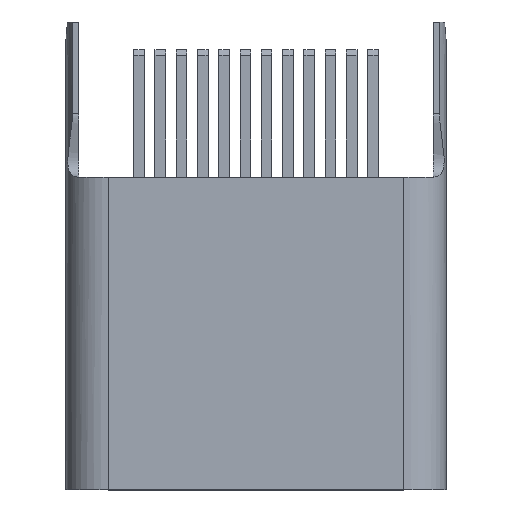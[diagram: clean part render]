
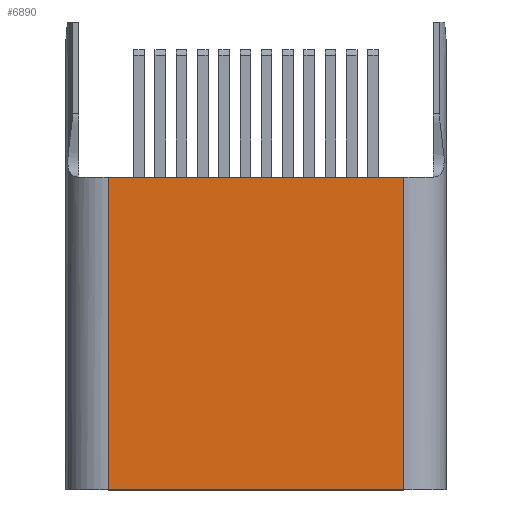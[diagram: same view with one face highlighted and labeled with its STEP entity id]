
A CAD part, top view. The second image highlights one B-rep face of the part: STEP entity #6890.
In plain terms, the highlighted planar face has unit normal (0, 0, 1).
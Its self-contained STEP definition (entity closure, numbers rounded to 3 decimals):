
#18 = LINE ( 'NONE', #6852, #380 ) ;
#352 = EDGE_CURVE ( 'NONE', #6321, #7027, #18, .T. ) ;
#380 = VECTOR ( 'NONE', #2343, 1000. ) ;
#610 = ORIENTED_EDGE ( 'NONE', *, *, #4775, .T. ) ;
#680 = VECTOR ( 'NONE', #4049, 1000. ) ;
#748 = DIRECTION ( 'NONE',  ( 1., 0., 0. ) ) ;
#896 = CARTESIAN_POINT ( 'NONE',  ( -3.47, -11., 1.58 ) ) ;
#1214 = ORIENTED_EDGE ( 'NONE', *, *, #352, .T. ) ;
#2035 = AXIS2_PLACEMENT_3D ( 'NONE', #5262, #5750, #748 ) ;
#2343 = DIRECTION ( 'NONE',  ( 0., -1., 0. ) ) ;
#2632 = EDGE_CURVE ( 'NONE', #7027, #3556, #3737, .T. ) ;
#2884 = PLANE ( 'NONE',  #2035 ) ;
#2919 = EDGE_LOOP ( 'NONE', ( #5852, #610, #6245, #1214 ) ) ;
#3220 = DIRECTION ( 'NONE',  ( 1., 0., 0. ) ) ;
#3341 = CARTESIAN_POINT ( 'NONE',  ( 3.47, -11., 1.58 ) ) ;
#3556 = VERTEX_POINT ( 'NONE', #6359 ) ;
#3728 = CARTESIAN_POINT ( 'NONE',  ( -3.47, -3.65, 1.58 ) ) ;
#3737 = LINE ( 'NONE', #7205, #4481 ) ;
#4049 = DIRECTION ( 'NONE',  ( 0., 1., 0. ) ) ;
#4295 = LINE ( 'NONE', #3728, #6174 ) ;
#4418 = VERTEX_POINT ( 'NONE', #4656 ) ;
#4481 = VECTOR ( 'NONE', #3220, 1000. ) ;
#4656 = CARTESIAN_POINT ( 'NONE',  ( 3.47, -3.65, 1.58 ) ) ;
#4775 = EDGE_CURVE ( 'NONE', #3556, #4418, #6871, .T. ) ;
#4851 = CARTESIAN_POINT ( 'NONE',  ( -3.47, -3.65, 1.58 ) ) ;
#5262 = CARTESIAN_POINT ( 'NONE',  ( -3.47, -11., 1.58 ) ) ;
#5479 = EDGE_CURVE ( 'NONE', #4418, #6321, #4295, .T. ) ;
#5750 = DIRECTION ( 'NONE',  ( 0., 0., 1. ) ) ;
#5852 = ORIENTED_EDGE ( 'NONE', *, *, #2632, .T. ) ;
#5999 = DIRECTION ( 'NONE',  ( -1., 0., 0. ) ) ;
#6174 = VECTOR ( 'NONE', #5999, 1000. ) ;
#6245 = ORIENTED_EDGE ( 'NONE', *, *, #5479, .T. ) ;
#6321 = VERTEX_POINT ( 'NONE', #4851 ) ;
#6359 = CARTESIAN_POINT ( 'NONE',  ( 3.47, -11., 1.58 ) ) ;
#6852 = CARTESIAN_POINT ( 'NONE',  ( -3.47, -11., 1.58 ) ) ;
#6870 = FACE_OUTER_BOUND ( 'NONE', #2919, .T. ) ;
#6871 = LINE ( 'NONE', #3341, #680 ) ;
#6890 = ADVANCED_FACE ( 'NONE', ( #6870 ), #2884, .T. ) ;
#7027 = VERTEX_POINT ( 'NONE', #896 ) ;
#7205 = CARTESIAN_POINT ( 'NONE',  ( 3.47, -11., 1.58 ) ) ;
